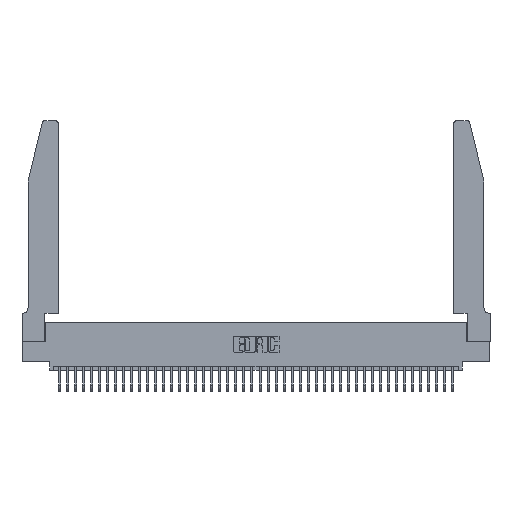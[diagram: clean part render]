
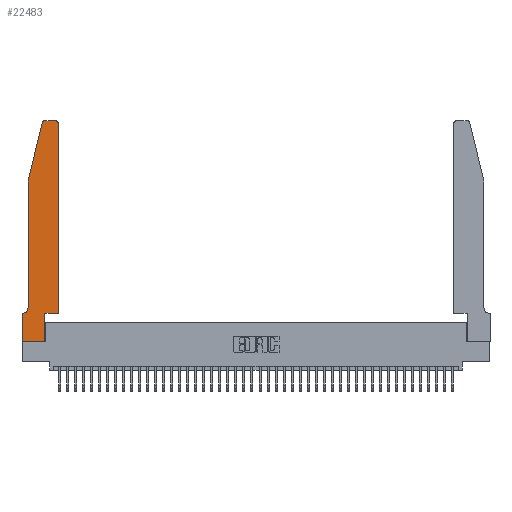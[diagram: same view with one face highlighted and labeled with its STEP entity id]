
A CAD part, top view. The second image highlights one B-rep face of the part: STEP entity #22483.
In plain terms, the highlighted planar face has unit normal (0, 0, 1).
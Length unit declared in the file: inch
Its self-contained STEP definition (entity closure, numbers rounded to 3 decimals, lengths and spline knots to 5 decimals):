
#249 = EDGE_CURVE ( 'NONE', #3599, #17150, #4012, .T. ) ;
#1999 = CARTESIAN_POINT ( 'NONE',  ( 0.0755, 0.35, 0.37 ) ) ;
#2240 = DIRECTION ( 'NONE',  ( -0.239, -0.971, 0. ) ) ;
#2382 = CIRCLE ( 'NONE', #16289, 0.03 ) ;
#2675 = CARTESIAN_POINT ( 'NONE',  ( 0., 0., 0.37 ) ) ;
#2991 = VERTEX_POINT ( 'NONE', #37030 ) ;
#3599 = VERTEX_POINT ( 'NONE', #32628 ) ;
#4012 = LINE ( 'NONE', #7386, #27648 ) ;
#4019 = CIRCLE ( 'NONE', #9537, 0.03 ) ;
#5138 = VECTOR ( 'NONE', #35653, 39.37008 ) ;
#6343 = VECTOR ( 'NONE', #2240, 39.37008 ) ;
#7267 = CARTESIAN_POINT ( 'NONE',  ( 0.0755, 2., 0.37 ) ) ;
#7386 = CARTESIAN_POINT ( 'NONE',  ( 0.4505, 0.35, 0.37 ) ) ;
#8026 = CARTESIAN_POINT ( 'NONE',  ( 0., 0.35, 0.37 ) ) ;
#8290 = LINE ( 'NONE', #10005, #32792 ) ;
#8542 = CARTESIAN_POINT ( 'NONE',  ( 0.284, 2.75, 0.37 ) ) ;
#8899 = EDGE_CURVE ( 'NONE', #28122, #3599, #8290, .T. ) ;
#9025 = CARTESIAN_POINT ( 'NONE',  ( 0., 0., 0.37 ) ) ;
#9537 = AXIS2_PLACEMENT_3D ( 'NONE', #12531, #34883, #15753 ) ;
#9913 = ORIENTED_EDGE ( 'NONE', *, *, #12228, .T. ) ;
#10005 = CARTESIAN_POINT ( 'NONE',  ( 0.4505, 0.35, 0.37 ) ) ;
#10404 = ORIENTED_EDGE ( 'NONE', *, *, #35736, .T. ) ;
#10476 = ORIENTED_EDGE ( 'NONE', *, *, #33554, .T. ) ;
#10521 = CARTESIAN_POINT ( 'NONE',  ( 0.2865, 0., 0.37 ) ) ;
#11118 = PLANE ( 'NONE',  #22777 ) ;
#11251 = DIRECTION ( 'NONE',  ( 1., 0., 0. ) ) ;
#11356 = CARTESIAN_POINT ( 'NONE',  ( 0.0755, 0.42, 0.37 ) ) ;
#12228 = EDGE_CURVE ( 'NONE', #14817, #41112, #21781, .T. ) ;
#12457 = VECTOR ( 'NONE', #38345, 39.37008 ) ;
#12531 = CARTESIAN_POINT ( 'NONE',  ( 0.4205, 2.72, 0.37 ) ) ;
#12795 = CARTESIAN_POINT ( 'NONE',  ( 0.2865, 0.35, 0.37 ) ) ;
#13954 = VERTEX_POINT ( 'NONE', #10521 ) ;
#14747 = LINE ( 'NONE', #7267, #39216 ) ;
#14750 = ORIENTED_EDGE ( 'NONE', *, *, #18184, .T. ) ;
#14817 = VERTEX_POINT ( 'NONE', #23929 ) ;
#15753 = DIRECTION ( 'NONE',  ( 1., 0., 0. ) ) ;
#15875 = ORIENTED_EDGE ( 'NONE', *, *, #23015, .T. ) ;
#16117 = VECTOR ( 'NONE', #31597, 39.37008 ) ;
#16289 = AXIS2_PLACEMENT_3D ( 'NONE', #37500, #18429, #40682 ) ;
#17150 = VERTEX_POINT ( 'NONE', #35955 ) ;
#17179 = DIRECTION ( 'NONE',  ( 0., 0., -1. ) ) ;
#18167 = CARTESIAN_POINT ( 'NONE',  ( 0., 0.35, 0.37 ) ) ;
#18184 = EDGE_CURVE ( 'NONE', #17150, #23096, #4019, .T. ) ;
#18429 = DIRECTION ( 'NONE',  ( 0., 0., 1. ) ) ;
#18873 = EDGE_LOOP ( 'NONE', ( #22487, #24542, #10476, #15875, #10404, #9913, #34941, #40960, #28077, #26596, #37040, #14750 ) ) ;
#19525 = EDGE_CURVE ( 'NONE', #34149, #13954, #21055, .T. ) ;
#19792 = CARTESIAN_POINT ( 'NONE',  ( 0.2605, 2.75, 0.37 ) ) ;
#21026 = AXIS2_PLACEMENT_3D ( 'NONE', #36289, #17179, #39489 ) ;
#21036 = LINE ( 'NONE', #12795, #12457 ) ;
#21055 = LINE ( 'NONE', #25908, #36978 ) ;
#21781 = LINE ( 'NONE', #1999, #29264 ) ;
#22251 = LINE ( 'NONE', #19792, #5138 ) ;
#22305 = VERTEX_POINT ( 'NONE', #39033 ) ;
#22483 = ADVANCED_FACE ( 'NONE', ( #25350 ), #11118, .T. ) ;
#22487 = ORIENTED_EDGE ( 'NONE', *, *, #23508, .T. ) ;
#22777 = AXIS2_PLACEMENT_3D ( 'NONE', #8026, #30426, #11251 ) ;
#23015 = EDGE_CURVE ( 'NONE', #22305, #23739, #14747, .T. ) ;
#23096 = VERTEX_POINT ( 'NONE', #33290 ) ;
#23508 = EDGE_CURVE ( 'NONE', #23096, #28116, #22251, .T. ) ;
#23739 = VERTEX_POINT ( 'NONE', #11356 ) ;
#23929 = CARTESIAN_POINT ( 'NONE',  ( 0.0055, 0.35, 0.37 ) ) ;
#24542 = ORIENTED_EDGE ( 'NONE', *, *, #32286, .T. ) ;
#24555 = DIRECTION ( 'NONE',  ( -1., 0., 0. ) ) ;
#24673 = CARTESIAN_POINT ( 'NONE',  ( 0.2865, 0.35, 0.37 ) ) ;
#24707 = LINE ( 'NONE', #2675, #16117 ) ;
#25350 = FACE_OUTER_BOUND ( 'NONE', #18873, .T. ) ;
#25908 = CARTESIAN_POINT ( 'NONE',  ( 0., 0., 0.37 ) ) ;
#26596 = ORIENTED_EDGE ( 'NONE', *, *, #8899, .T. ) ;
#27017 = DIRECTION ( 'NONE',  ( 0., 1., 0. ) ) ;
#27648 = VECTOR ( 'NONE', #27017, 39.37008 ) ;
#28077 = ORIENTED_EDGE ( 'NONE', *, *, #39626, .T. ) ;
#28116 = VERTEX_POINT ( 'NONE', #8542 ) ;
#28122 = VERTEX_POINT ( 'NONE', #24673 ) ;
#29264 = VECTOR ( 'NONE', #24555, 39.37008 ) ;
#30426 = DIRECTION ( 'NONE',  ( 0., 0., 1. ) ) ;
#30821 = EDGE_CURVE ( 'NONE', #41112, #34149, #24707, .T. ) ;
#31597 = DIRECTION ( 'NONE',  ( 0., -1., 0. ) ) ;
#32286 = EDGE_CURVE ( 'NONE', #28116, #2991, #2382, .T. ) ;
#32294 = DIRECTION ( 'NONE',  ( 1., 0., 0. ) ) ;
#32628 = CARTESIAN_POINT ( 'NONE',  ( 0.4505, 0.35, 0.37 ) ) ;
#32792 = VECTOR ( 'NONE', #38740, 39.37008 ) ;
#33290 = CARTESIAN_POINT ( 'NONE',  ( 0.4205, 2.75, 0.37 ) ) ;
#33554 = EDGE_CURVE ( 'NONE', #2991, #22305, #39360, .T. ) ;
#33760 = CIRCLE ( 'NONE', #21026, 0.07 ) ;
#34149 = VERTEX_POINT ( 'NONE', #9025 ) ;
#34334 = CARTESIAN_POINT ( 'NONE',  ( 0.0755, 2., 0.37 ) ) ;
#34883 = DIRECTION ( 'NONE',  ( 0., 0., 1. ) ) ;
#34941 = ORIENTED_EDGE ( 'NONE', *, *, #30821, .T. ) ;
#35653 = DIRECTION ( 'NONE',  ( -1., 0., 0. ) ) ;
#35736 = EDGE_CURVE ( 'NONE', #23739, #14817, #33760, .T. ) ;
#35955 = CARTESIAN_POINT ( 'NONE',  ( 0.4505, 2.72, 0.37 ) ) ;
#36289 = CARTESIAN_POINT ( 'NONE',  ( 0.0055, 0.42, 0.37 ) ) ;
#36978 = VECTOR ( 'NONE', #32294, 39.37008 ) ;
#37030 = CARTESIAN_POINT ( 'NONE',  ( 0.25487, 2.72718, 0.37 ) ) ;
#37040 = ORIENTED_EDGE ( 'NONE', *, *, #249, .T. ) ;
#37500 = CARTESIAN_POINT ( 'NONE',  ( 0.284, 2.72, 0.37 ) ) ;
#38345 = DIRECTION ( 'NONE',  ( 0., 1., 0. ) ) ;
#38740 = DIRECTION ( 'NONE',  ( 1., 0., 0. ) ) ;
#39033 = CARTESIAN_POINT ( 'NONE',  ( 0.0755, 2., 0.37 ) ) ;
#39216 = VECTOR ( 'NONE', #39262, 39.37008 ) ;
#39262 = DIRECTION ( 'NONE',  ( 0., -1., 0. ) ) ;
#39360 = LINE ( 'NONE', #34334, #6343 ) ;
#39489 = DIRECTION ( 'NONE',  ( -1., 0., 0. ) ) ;
#39626 = EDGE_CURVE ( 'NONE', #13954, #28122, #21036, .T. ) ;
#40682 = DIRECTION ( 'NONE',  ( 1., 0., 0. ) ) ;
#40960 = ORIENTED_EDGE ( 'NONE', *, *, #19525, .T. ) ;
#41112 = VERTEX_POINT ( 'NONE', #18167 ) ;
